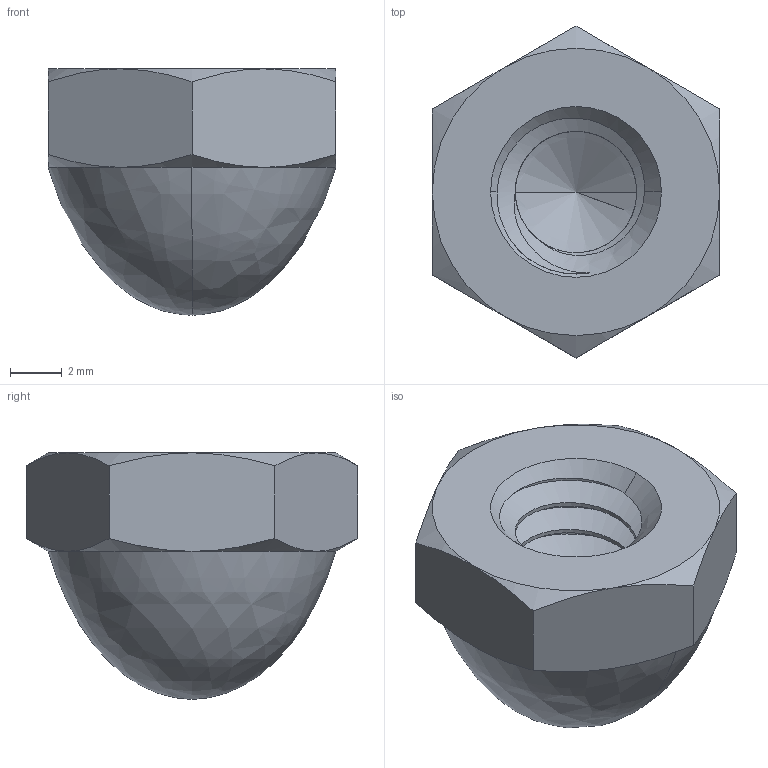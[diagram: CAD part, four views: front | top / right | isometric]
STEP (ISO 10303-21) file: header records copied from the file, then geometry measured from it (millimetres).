
FILE_DESCRIPTION (( 'STEP AP203' ), '1' );
FILE_NAME ('90532A200_Low-Strength Steel Cap Nut.STEP', '2021-10-13T18:41:58', ( 'Administrator' ), ( 'Managed by Terraform' ), 'SwSTEP 2.0', 'SolidWorks 2017', '' );
FILE_SCHEMA (( 'CONFIG_CONTROL_DESIGN' ));
Length unit declared in the file: inch
Products named in the file (1): 90532A200_Low-Strength Steel Cap Nut
Bounding box: 11.11 x 12.83 x 9.53 mm (x, y, z)
Volume: 590.3 mm3; surface area: 569.9 mm2
Topology: 1 solids, 1 shells, 36 faces, 93 edges, 56 vertices
Faces by surface type: cone 16, cylinder 8, plane 7, bspline 5
Entity records: 2106 total; most frequent: CARTESIAN_POINT 1307, ORIENTED_EDGE 178, DIRECTION 117, EDGE_CURVE 89, VERTEX_POINT 56, AXIS2_PLACEMENT_3D 50, EDGE_LOOP 37, FACE_OUTER_BOUND 36
